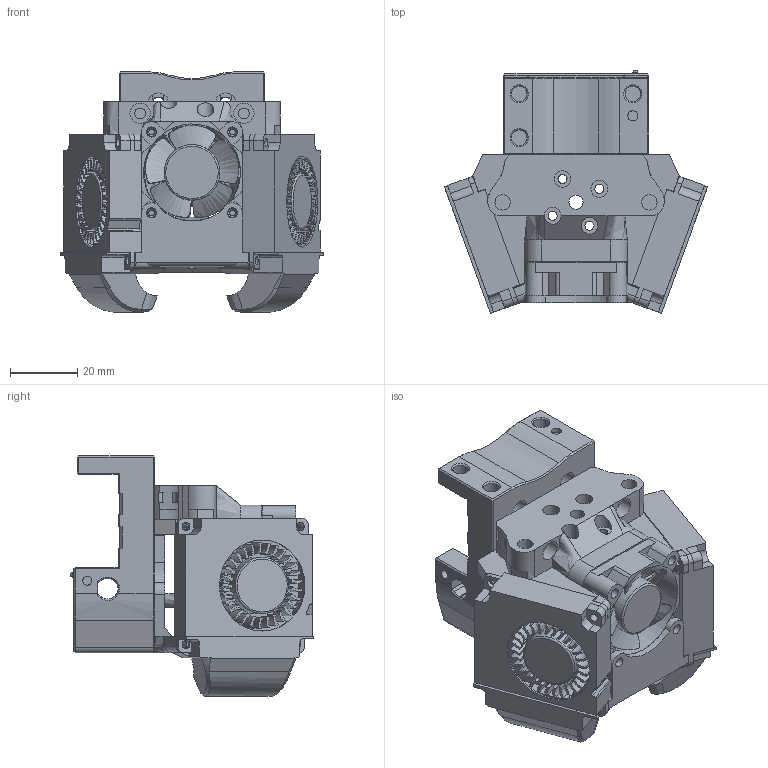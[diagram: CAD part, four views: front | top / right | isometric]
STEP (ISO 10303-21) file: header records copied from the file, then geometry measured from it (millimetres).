
FILE_DESCRIPTION(/* description */ ('STEP AP242','CAx-IF Rec.Pracs.---Representation and Presentation of Product Manufacturing Information (PMI)---4.0---2014-10-13','CAx-IF Rec.Pracs.---3D Tessellated Geometry---0.4---2014-09-14','2;1'),/* implementation_level */ '2;1');
FILE_NAME(/* name */ '62fbc2f2a85d052fe706c92b',/* time_stamp */ '2022-08-16T16:16:53+00:00',/* author */ (''),/* organization */ (''),/* preprocessor_version */ 'ST-DEVELOPER v18.102',/* originating_system */ ' ',/* authorisation */ ' ');
FILE_SCHEMA (('AP242_MANAGED_MODEL_BASED_3D_ENGINEERING_MIM_LF { 1 0 10303 442 1 1 4 }'));
Products named in the file (11): M2x10 Saver; 4010 Ducts - Faceplate; 4010 Ducts - Tri-Vane; Mantis MGN12 Klicky Carriage; Hotend Mount; 3010 Fan; id11; id14; id17; id20
Bounding box: 78.08 x 72.05 x 71.3 mm (x, y, z)
Volume: 66278.2 mm3; surface area: 61558.4 mm2
Topology: 11 solids, 13 shells, 1814 faces, 5234 edges, 3423 vertices
Faces by surface type: plane 1200, cylinder 461, bspline 91, cone 58, torus 4
Full cylindrical faces by diameter (mm): 1.43 x1, 1.8 x9, 1.9 x6, 2.2 x2, 2.385 x2, 2.5 x10, 2.7 x9, 3 x7, 3.2 x6, 3.4 x4, 3.5 x2, 4.2 x1, 4.6 x9, 5 x4, 6 x6, 15 x1, 16.5 x1, 16.75 x2, 27 x2, 28.8 x1
Entity records: 64052 total; most frequent: CARTESIAN_POINT 16512, ORIENTED_EDGE 10164, DIRECTION 9400, EDGE_CURVE 5082, LINE 3444, VECTOR 3444, VERTEX_POINT 3375, AXIS2_PLACEMENT_3D 2978
